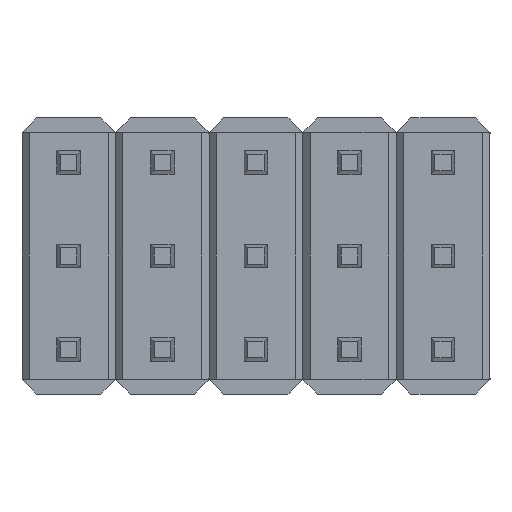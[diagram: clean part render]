
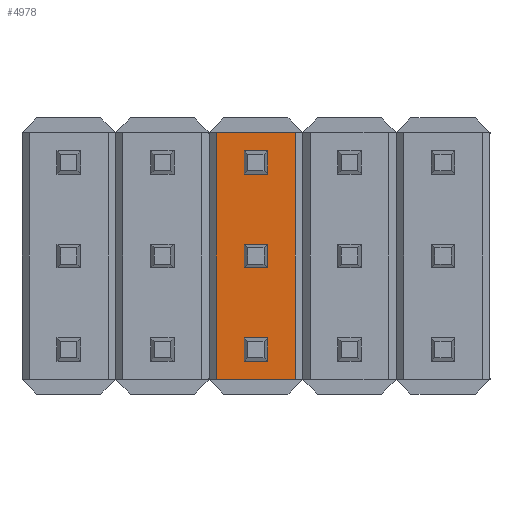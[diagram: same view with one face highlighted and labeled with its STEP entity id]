
A CAD part, front view. The second image highlights one B-rep face of the part: STEP entity #4978.
In plain terms, the highlighted planar face has unit normal (0, -1, 0).
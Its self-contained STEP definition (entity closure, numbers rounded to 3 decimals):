
#28 = LINE ( 'NONE', #470, #6206 ) ;
#52 = VECTOR ( 'NONE', #3015, 1000. ) ;
#58 = FACE_BOUND ( 'NONE', #10833, .T. ) ;
#69 = LINE ( 'NONE', #5862, #4523 ) ;
#91 = EDGE_CURVE ( 'NONE', #9180, #4702, #69, .T. ) ;
#156 = DIRECTION ( 'NONE',  ( 0., 0., -1. ) ) ;
#243 = LINE ( 'NONE', #7148, #9147 ) ;
#253 = EDGE_CURVE ( 'NONE', #9326, #9180, #4915, .T. ) ;
#268 = EDGE_LOOP ( 'NONE', ( #9566, #2643, #2398, #9710 ) ) ;
#357 = DIRECTION ( 'NONE',  ( 0., 0., 1. ) ) ;
#437 = VECTOR ( 'NONE', #6605, 1000. ) ;
#470 = CARTESIAN_POINT ( 'NONE',  ( 4.76, 0.54, -2.22 ) ) ;
#488 = DIRECTION ( 'NONE',  ( 0., 0., -1. ) ) ;
#553 = VERTEX_POINT ( 'NONE', #9958 ) ;
#641 = CARTESIAN_POINT ( 'NONE',  ( 3.81, 0.54, 3.35 ) ) ;
#990 = CARTESIAN_POINT ( 'NONE',  ( 4.01, 0.54, 3.35 ) ) ;
#1025 = EDGE_CURVE ( 'NONE', #3793, #553, #9059, .T. ) ;
#1050 = CARTESIAN_POINT ( 'NONE',  ( 4.76, 0.54, -2.22 ) ) ;
#1199 = LINE ( 'NONE', #641, #9848 ) ;
#1484 = DIRECTION ( 'NONE',  ( 1., 0., 0. ) ) ;
#1506 = CARTESIAN_POINT ( 'NONE',  ( 4.76, 0.54, -2.86 ) ) ;
#1546 = VECTOR ( 'NONE', #3380, 1000. ) ;
#1810 = LINE ( 'NONE', #990, #6061 ) ;
#1869 = EDGE_CURVE ( 'NONE', #7504, #3241, #7833, .T. ) ;
#2079 = CARTESIAN_POINT ( 'NONE',  ( 3.81, 0.54, -3.35 ) ) ;
#2096 = VECTOR ( 'NONE', #2828, 1000. ) ;
#2130 = EDGE_CURVE ( 'NONE', #4702, #6032, #4663, .T. ) ;
#2144 = DIRECTION ( 'NONE',  ( 1., 0., 0. ) ) ;
#2145 = VECTOR ( 'NONE', #4593, 1000. ) ;
#2237 = LINE ( 'NONE', #5538, #52 ) ;
#2335 = CARTESIAN_POINT ( 'NONE',  ( 5.4, 0.54, 0.32 ) ) ;
#2398 = ORIENTED_EDGE ( 'NONE', *, *, #7058, .T. ) ;
#2480 = ORIENTED_EDGE ( 'NONE', *, *, #6539, .T. ) ;
#2510 = CARTESIAN_POINT ( 'NONE',  ( 6.15, 0.54, 3.35 ) ) ;
#2524 = FACE_BOUND ( 'NONE', #10579, .T. ) ;
#2614 = EDGE_CURVE ( 'NONE', #10182, #8435, #243, .T. ) ;
#2643 = ORIENTED_EDGE ( 'NONE', *, *, #8508, .F. ) ;
#2714 = PLANE ( 'NONE',  #7443 ) ;
#2729 = DIRECTION ( 'NONE',  ( 0., 0., 1. ) ) ;
#2764 = LINE ( 'NONE', #8200, #5036 ) ;
#2828 = DIRECTION ( 'NONE',  ( 1., 0., 0. ) ) ;
#2883 = VECTOR ( 'NONE', #7423, 1000. ) ;
#2968 = EDGE_CURVE ( 'NONE', #9532, #6498, #8375, .T. ) ;
#2969 = CARTESIAN_POINT ( 'NONE',  ( 4.01, 0.54, 3.35 ) ) ;
#3015 = DIRECTION ( 'NONE',  ( 0., 0., -1. ) ) ;
#3078 = LINE ( 'NONE', #5540, #3352 ) ;
#3150 = LINE ( 'NONE', #1506, #2883 ) ;
#3241 = VERTEX_POINT ( 'NONE', #6886 ) ;
#3352 = VECTOR ( 'NONE', #488, 1000. ) ;
#3380 = DIRECTION ( 'NONE',  ( 0., 0., -1. ) ) ;
#3687 = ORIENTED_EDGE ( 'NONE', *, *, #2614, .T. ) ;
#3793 = VERTEX_POINT ( 'NONE', #9774 ) ;
#3806 = CARTESIAN_POINT ( 'NONE',  ( 6.15, 0.54, 3.35 ) ) ;
#3908 = VECTOR ( 'NONE', #2729, 1000. ) ;
#4154 = EDGE_CURVE ( 'NONE', #5970, #9527, #3078, .T. ) ;
#4420 = DIRECTION ( 'NONE',  ( 0., 0., 1. ) ) ;
#4444 = CARTESIAN_POINT ( 'NONE',  ( 4.76, 0.54, 2.22 ) ) ;
#4485 = ORIENTED_EDGE ( 'NONE', *, *, #2130, .T. ) ;
#4523 = VECTOR ( 'NONE', #5747, 1000. ) ;
#4593 = DIRECTION ( 'NONE',  ( 1., 0., 0. ) ) ;
#4663 = LINE ( 'NONE', #4743, #2145 ) ;
#4694 = CARTESIAN_POINT ( 'NONE',  ( 4.76, 0.54, 2.86 ) ) ;
#4702 = VERTEX_POINT ( 'NONE', #10718 ) ;
#4743 = CARTESIAN_POINT ( 'NONE',  ( 4.76, 0.54, 0.32 ) ) ;
#4820 = CARTESIAN_POINT ( 'NONE',  ( 5.4, 0.54, -2.22 ) ) ;
#4893 = DIRECTION ( 'NONE',  ( 0., 0., -1. ) ) ;
#4915 = LINE ( 'NONE', #6348, #437 ) ;
#4978 = ADVANCED_FACE ( 'NONE', ( #58, #8703, #2524, #6512 ), #2714, .F. ) ;
#5036 = VECTOR ( 'NONE', #5724, 1000. ) ;
#5111 = CARTESIAN_POINT ( 'NONE',  ( 5.4, 0.54, 2.86 ) ) ;
#5166 = CARTESIAN_POINT ( 'NONE',  ( 5.4, 0.54, -2.86 ) ) ;
#5537 = CARTESIAN_POINT ( 'NONE',  ( 4.76, 0.54, -0.32 ) ) ;
#5538 = CARTESIAN_POINT ( 'NONE',  ( 5.4, 0.54, -0.32 ) ) ;
#5540 = CARTESIAN_POINT ( 'NONE',  ( 5.4, 0.54, -2.22 ) ) ;
#5676 = ORIENTED_EDGE ( 'NONE', *, *, #8897, .T. ) ;
#5690 = VECTOR ( 'NONE', #8535, 1000. ) ;
#5692 = EDGE_CURVE ( 'NONE', #6032, #9326, #2237, .T. ) ;
#5724 = DIRECTION ( 'NONE',  ( -1., 0., 0. ) ) ;
#5747 = DIRECTION ( 'NONE',  ( 0., 0., 1. ) ) ;
#5862 = CARTESIAN_POINT ( 'NONE',  ( 4.76, 0.54, -0.32 ) ) ;
#5970 = VERTEX_POINT ( 'NONE', #4820 ) ;
#6007 = EDGE_CURVE ( 'NONE', #3241, #10182, #2764, .T. ) ;
#6032 = VERTEX_POINT ( 'NONE', #2335 ) ;
#6061 = VECTOR ( 'NONE', #156, 1000. ) ;
#6206 = VECTOR ( 'NONE', #2144, 1000. ) ;
#6342 = ORIENTED_EDGE ( 'NONE', *, *, #4154, .T. ) ;
#6348 = CARTESIAN_POINT ( 'NONE',  ( 4.76, 0.54, -0.32 ) ) ;
#6397 = CARTESIAN_POINT ( 'NONE',  ( 5.4, 0.54, 2.22 ) ) ;
#6498 = VERTEX_POINT ( 'NONE', #7199 ) ;
#6512 = FACE_OUTER_BOUND ( 'NONE', #268, .T. ) ;
#6539 = EDGE_CURVE ( 'NONE', #6498, #5970, #28, .T. ) ;
#6605 = DIRECTION ( 'NONE',  ( -1., 0., 0. ) ) ;
#6886 = CARTESIAN_POINT ( 'NONE',  ( 5.4, 0.54, 2.22 ) ) ;
#7011 = ORIENTED_EDGE ( 'NONE', *, *, #91, .T. ) ;
#7058 = EDGE_CURVE ( 'NONE', #9691, #3793, #1810, .T. ) ;
#7148 = CARTESIAN_POINT ( 'NONE',  ( 4.76, 0.54, 2.22 ) ) ;
#7199 = CARTESIAN_POINT ( 'NONE',  ( 4.76, 0.54, -2.22 ) ) ;
#7258 = ORIENTED_EDGE ( 'NONE', *, *, #2968, .T. ) ;
#7273 = ORIENTED_EDGE ( 'NONE', *, *, #253, .T. ) ;
#7423 = DIRECTION ( 'NONE',  ( -1., 0., 0. ) ) ;
#7443 = AXIS2_PLACEMENT_3D ( 'NONE', #8601, #9418, #4420 ) ;
#7455 = EDGE_CURVE ( 'NONE', #7779, #553, #8517, .T. ) ;
#7504 = VERTEX_POINT ( 'NONE', #5111 ) ;
#7710 = CARTESIAN_POINT ( 'NONE',  ( 4.76, 0.54, 2.86 ) ) ;
#7779 = VERTEX_POINT ( 'NONE', #3806 ) ;
#7833 = LINE ( 'NONE', #6397, #9757 ) ;
#7907 = LINE ( 'NONE', #7710, #5690 ) ;
#8200 = CARTESIAN_POINT ( 'NONE',  ( 4.76, 0.54, 2.22 ) ) ;
#8206 = CARTESIAN_POINT ( 'NONE',  ( 5.4, 0.54, -0.32 ) ) ;
#8291 = ORIENTED_EDGE ( 'NONE', *, *, #9321, .T. ) ;
#8301 = ORIENTED_EDGE ( 'NONE', *, *, #1869, .T. ) ;
#8375 = LINE ( 'NONE', #1050, #3908 ) ;
#8435 = VERTEX_POINT ( 'NONE', #4694 ) ;
#8508 = EDGE_CURVE ( 'NONE', #9691, #7779, #1199, .T. ) ;
#8517 = LINE ( 'NONE', #2510, #1546 ) ;
#8535 = DIRECTION ( 'NONE',  ( 1., 0., 0. ) ) ;
#8601 = CARTESIAN_POINT ( 'NONE',  ( 3.81, 0.54, 3.35 ) ) ;
#8703 = FACE_BOUND ( 'NONE', #9444, .T. ) ;
#8897 = EDGE_CURVE ( 'NONE', #8435, #7504, #7907, .T. ) ;
#9059 = LINE ( 'NONE', #2079, #2096 ) ;
#9147 = VECTOR ( 'NONE', #357, 1000. ) ;
#9180 = VERTEX_POINT ( 'NONE', #5537 ) ;
#9307 = CARTESIAN_POINT ( 'NONE',  ( 4.76, 0.54, -2.86 ) ) ;
#9321 = EDGE_CURVE ( 'NONE', #9527, #9532, #3150, .T. ) ;
#9326 = VERTEX_POINT ( 'NONE', #8206 ) ;
#9418 = DIRECTION ( 'NONE',  ( 0., 1., 0. ) ) ;
#9444 = EDGE_LOOP ( 'NONE', ( #7273, #7011, #4485, #10341 ) ) ;
#9527 = VERTEX_POINT ( 'NONE', #5166 ) ;
#9532 = VERTEX_POINT ( 'NONE', #9307 ) ;
#9566 = ORIENTED_EDGE ( 'NONE', *, *, #7455, .F. ) ;
#9691 = VERTEX_POINT ( 'NONE', #2969 ) ;
#9710 = ORIENTED_EDGE ( 'NONE', *, *, #1025, .T. ) ;
#9757 = VECTOR ( 'NONE', #4893, 1000. ) ;
#9774 = CARTESIAN_POINT ( 'NONE',  ( 4.01, 0.54, -3.35 ) ) ;
#9848 = VECTOR ( 'NONE', #1484, 1000. ) ;
#9958 = CARTESIAN_POINT ( 'NONE',  ( 6.15, 0.54, -3.35 ) ) ;
#10089 = ORIENTED_EDGE ( 'NONE', *, *, #6007, .T. ) ;
#10182 = VERTEX_POINT ( 'NONE', #4444 ) ;
#10341 = ORIENTED_EDGE ( 'NONE', *, *, #5692, .T. ) ;
#10579 = EDGE_LOOP ( 'NONE', ( #3687, #5676, #8301, #10089 ) ) ;
#10718 = CARTESIAN_POINT ( 'NONE',  ( 4.76, 0.54, 0.32 ) ) ;
#10833 = EDGE_LOOP ( 'NONE', ( #6342, #8291, #7258, #2480 ) ) ;
